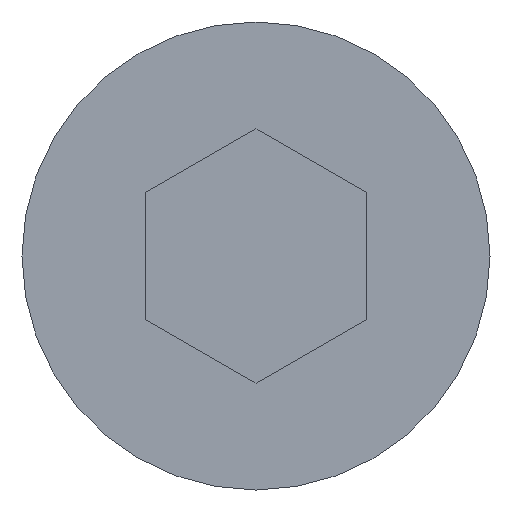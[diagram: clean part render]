
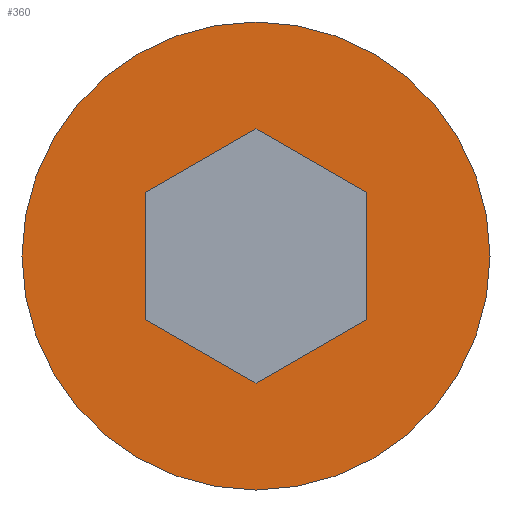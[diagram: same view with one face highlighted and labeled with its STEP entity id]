
A CAD part, left-side view. The second image highlights one B-rep face of the part: STEP entity #360.
In plain terms, the highlighted planar face has unit normal (-1, 0, 0).
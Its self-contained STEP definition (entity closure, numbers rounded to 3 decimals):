
#9 = ORIENTED_EDGE ( 'NONE', *, *, #87, .T. ) ;
#25 = CIRCLE ( 'NONE', #33, 4.25 ) ;
#27 = DIRECTION ( 'NONE',  ( 0., 0.866, 0.5 ) ) ;
#33 = AXIS2_PLACEMENT_3D ( 'NONE', #172, #441, #211 ) ;
#35 = CARTESIAN_POINT ( 'NONE',  ( -5., 0., -4.25 ) ) ;
#37 = DIRECTION ( 'NONE',  ( 1., 0., 0. ) ) ;
#40 = CARTESIAN_POINT ( 'NONE',  ( -5., 0., -2.309 ) ) ;
#49 = VECTOR ( 'NONE', #27, 1000. ) ;
#54 = AXIS2_PLACEMENT_3D ( 'NONE', #409, #37, #293 ) ;
#58 = ORIENTED_EDGE ( 'NONE', *, *, #446, .T. ) ;
#68 = CARTESIAN_POINT ( 'NONE',  ( -5., -2., -1.155 ) ) ;
#76 = DIRECTION ( 'NONE',  ( 0., 0., 1. ) ) ;
#77 = CARTESIAN_POINT ( 'NONE',  ( -5., -2., 0. ) ) ;
#79 = DIRECTION ( 'NONE',  ( 0., -0.866, 0.5 ) ) ;
#87 = EDGE_CURVE ( 'NONE', #445, #231, #371, .T. ) ;
#99 = ORIENTED_EDGE ( 'NONE', *, *, #232, .T. ) ;
#101 = DIRECTION ( 'NONE',  ( 0., -0.866, -0.5 ) ) ;
#103 = VERTEX_POINT ( 'NONE', #272 ) ;
#132 = CIRCLE ( 'NONE', #54, 4.25 ) ;
#142 = CARTESIAN_POINT ( 'NONE',  ( -5., 2., 1.155 ) ) ;
#146 = VERTEX_POINT ( 'NONE', #427 ) ;
#152 = VECTOR ( 'NONE', #101, 1000. ) ;
#160 = LINE ( 'NONE', #220, #164 ) ;
#164 = VECTOR ( 'NONE', #76, 1000. ) ;
#168 = ORIENTED_EDGE ( 'NONE', *, *, #362, .F. ) ;
#172 = CARTESIAN_POINT ( 'NONE',  ( -5., 0., 0. ) ) ;
#178 = VERTEX_POINT ( 'NONE', #395 ) ;
#185 = DIRECTION ( 'NONE',  ( 0., 0., -1. ) ) ;
#186 = ORIENTED_EDGE ( 'NONE', *, *, #452, .T. ) ;
#192 = ORIENTED_EDGE ( 'NONE', *, *, #336, .F. ) ;
#197 = LINE ( 'NONE', #469, #49 ) ;
#200 = ORIENTED_EDGE ( 'NONE', *, *, #388, .T. ) ;
#209 = PLANE ( 'NONE',  #415 ) ;
#210 = DIRECTION ( 'NONE',  ( 0., 0., 1. ) ) ;
#211 = DIRECTION ( 'NONE',  ( 0., 0., 1. ) ) ;
#220 = CARTESIAN_POINT ( 'NONE',  ( -5., 2., 0. ) ) ;
#231 = VERTEX_POINT ( 'NONE', #428 ) ;
#232 = EDGE_CURVE ( 'NONE', #231, #103, #299, .T. ) ;
#253 = VECTOR ( 'NONE', #79, 1000. ) ;
#256 = CARTESIAN_POINT ( 'NONE',  ( -5., 2., 1.155 ) ) ;
#272 = CARTESIAN_POINT ( 'NONE',  ( -5., -2., 1.155 ) ) ;
#277 = CARTESIAN_POINT ( 'NONE',  ( -5., 0., 2.309 ) ) ;
#279 = EDGE_CURVE ( 'NONE', #433, #146, #197, .T. ) ;
#288 = FACE_BOUND ( 'NONE', #390, .T. ) ;
#293 = DIRECTION ( 'NONE',  ( 0., 0., 1. ) ) ;
#294 = CARTESIAN_POINT ( 'NONE',  ( -5., -2., -1.155 ) ) ;
#295 = VECTOR ( 'NONE', #185, 1000. ) ;
#299 = LINE ( 'NONE', #277, #152 ) ;
#328 = CARTESIAN_POINT ( 'NONE',  ( -5., 3.28, 0. ) ) ;
#330 = LINE ( 'NONE', #294, #338 ) ;
#335 = DIRECTION ( 'NONE',  ( 0., 0.866, -0.5 ) ) ;
#336 = EDGE_CURVE ( 'NONE', #178, #401, #25, .T. ) ;
#338 = VECTOR ( 'NONE', #335, 1000. ) ;
#350 = VERTEX_POINT ( 'NONE', #68 ) ;
#360 = ADVANCED_FACE ( 'NONE', ( #288, #438 ), #209, .T. ) ;
#362 = EDGE_CURVE ( 'NONE', #401, #178, #132, .T. ) ;
#371 = LINE ( 'NONE', #142, #253 ) ;
#385 = EDGE_LOOP ( 'NONE', ( #192, #168 ) ) ;
#388 = EDGE_CURVE ( 'NONE', #350, #433, #330, .T. ) ;
#390 = EDGE_LOOP ( 'NONE', ( #200, #473, #58, #9, #99, #186 ) ) ;
#395 = CARTESIAN_POINT ( 'NONE',  ( -5., 0., 4.25 ) ) ;
#401 = VERTEX_POINT ( 'NONE', #35 ) ;
#409 = CARTESIAN_POINT ( 'NONE',  ( -5., 0., 0. ) ) ;
#415 = AXIS2_PLACEMENT_3D ( 'NONE', #328, #443, #210 ) ;
#427 = CARTESIAN_POINT ( 'NONE',  ( -5., 2., -1.155 ) ) ;
#428 = CARTESIAN_POINT ( 'NONE',  ( -5., 0., 2.309 ) ) ;
#433 = VERTEX_POINT ( 'NONE', #40 ) ;
#438 = FACE_OUTER_BOUND ( 'NONE', #385, .T. ) ;
#441 = DIRECTION ( 'NONE',  ( 1., 0., 0. ) ) ;
#443 = DIRECTION ( 'NONE',  ( -1., 0., 0. ) ) ;
#445 = VERTEX_POINT ( 'NONE', #256 ) ;
#446 = EDGE_CURVE ( 'NONE', #146, #445, #160, .T. ) ;
#452 = EDGE_CURVE ( 'NONE', #103, #350, #475, .T. ) ;
#469 = CARTESIAN_POINT ( 'NONE',  ( -5., 0., -2.309 ) ) ;
#473 = ORIENTED_EDGE ( 'NONE', *, *, #279, .T. ) ;
#475 = LINE ( 'NONE', #77, #295 ) ;
